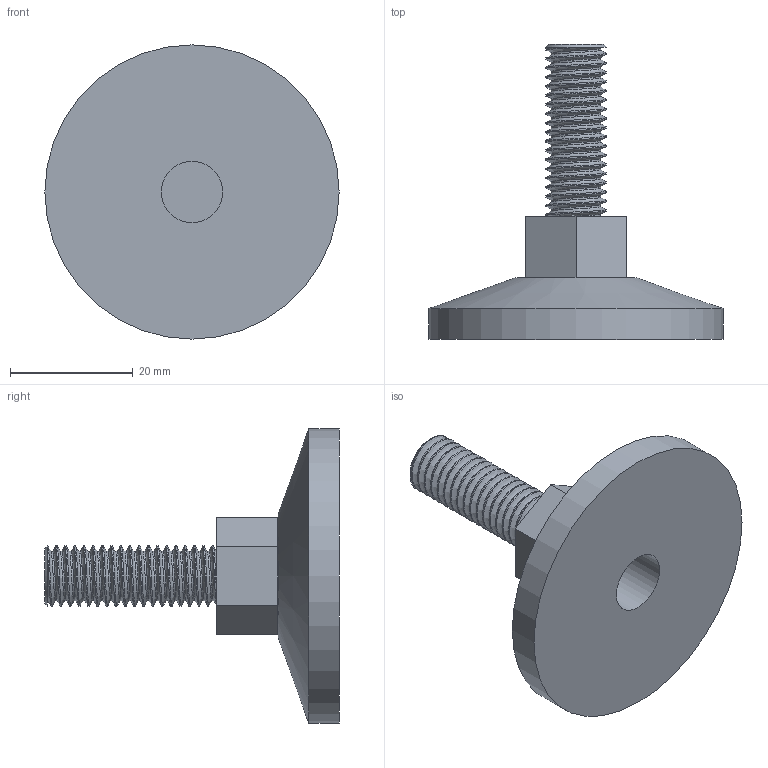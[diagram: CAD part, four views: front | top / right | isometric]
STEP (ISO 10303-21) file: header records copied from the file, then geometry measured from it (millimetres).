
FILE_DESCRIPTION(/* description */ (''),/* implementation_level */ '2;1');
FILE_NAME(/* name */ '',/* time_stamp */ '2023-11-17T19:40:47+03:00',/* author */ (''),/* organization */ (''),/* preprocessor_version */ 'ST-DEVELOPER v20',/* originating_system */ 'Autodesk Translation Framework v12.14.0.127',/* authorisation */ '');
FILE_SCHEMA (('AUTOMOTIVE_DESIGN { 1 0 10303 214 3 1 1 }'));
Length unit declared in the file: millimetre
Products named in the file (1): (Unsaved)
Bounding box: 48 x 48.1 x 48 mm (x, y, z)
Volume: 17420.5 mm3; surface area: 6890.7 mm2
Topology: 1 solids, 1 shells, 59 faces, 156 edges, 103 vertices
Faces by surface type: cylinder 42, plane 13, bspline 2, cone 2
Full cylindrical faces by diameter (mm): 8.141 x16, 9.85 x17, 10 x2, 48 x1
Entity records: 5661 total; most frequent: CARTESIAN_POINT 4317, ORIENTED_EDGE 312, DIRECTION 204, EDGE_CURVE 156, VERTEX_POINT 103, B_SPLINE_CURVE_WITH_KNOTS 82, AXIS2_PLACEMENT_3D 72, EDGE_LOOP 63
